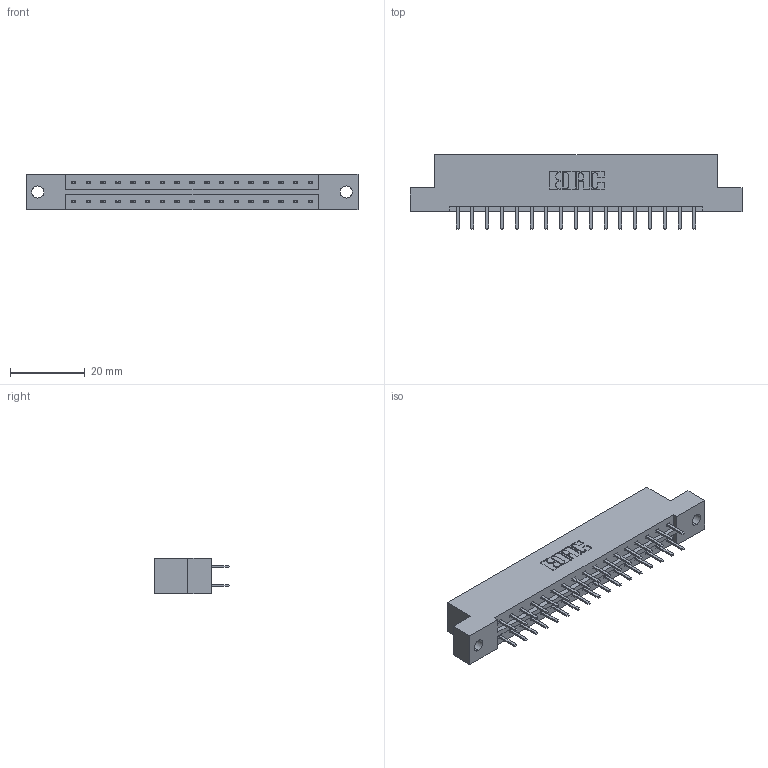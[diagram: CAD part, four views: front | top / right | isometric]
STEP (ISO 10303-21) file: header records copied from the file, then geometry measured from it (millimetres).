
FILE_DESCRIPTION (( 'STEP AP203' ), '1' );
FILE_NAME ('833-034-520-202.STEP', '2020-06-02T21:14:31', ( '' ), ( '' ), 'SwSTEP 2.0', 'SolidWorks 2020', '' );
FILE_SCHEMA (( 'CONFIG_CONTROL_DESIGN' ));
Length unit declared in the file: inch
Products named in the file (3): 833 Part_Flush - .128 Dia; 833-034-520-202; 345-292-001_345-293-120
Assembly tree (35 placements, depth 2):
  833-034-520-202
    833 Part_Flush - .128 Dia
    345-292-001_345-293-120  x34
Bounding box: 88.9 x 20.02 x 9.4 mm (x, y, z)
Volume: 8790.8 mm3; surface area: 9811.3 mm2
Topology: 35 solids, 35 shells, 2018 faces, 5853 edges, 3810 vertices
Faces by surface type: plane 1362, cylinder 656
Entity records: 14287 total; most frequent: CARTESIAN_POINT 2410, ORIENTED_EDGE 2334, DIRECTION 2091, EDGE_CURVE 1167, VECTOR 1035, LINE 1035, VERTEX_POINT 774, AXIS2_PLACEMENT_3D 528
